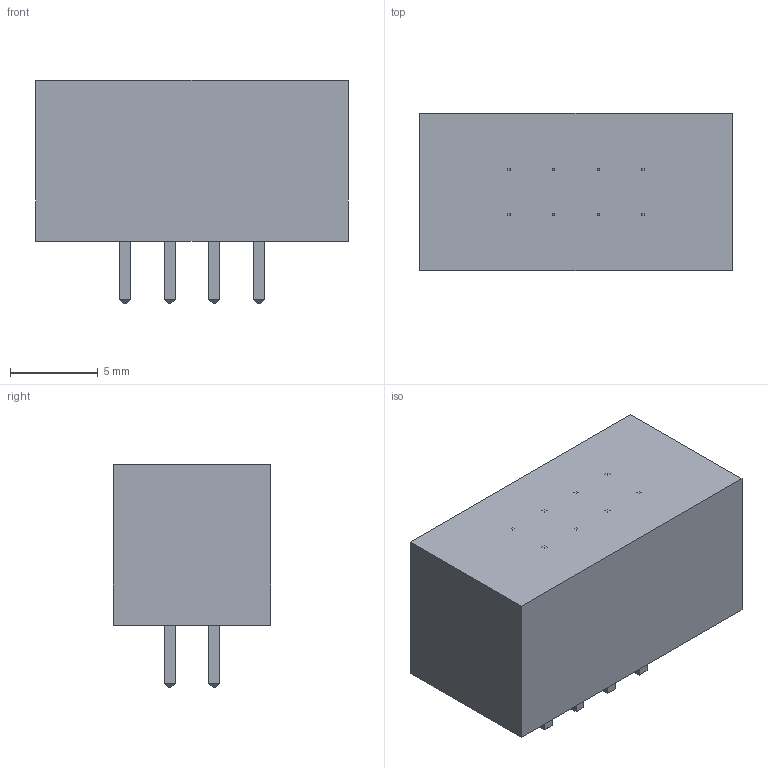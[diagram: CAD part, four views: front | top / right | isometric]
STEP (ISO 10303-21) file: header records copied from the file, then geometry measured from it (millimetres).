
FILE_DESCRIPTION(('FreeCAD Model'),'2;1');
FILE_NAME('272308.1.1.stp','2019-06-11T23:20:59',( 'Author'),(''),'Open CASCADE STEP processor 6.8','FreeCAD','Unknown' );
FILE_SCHEMA(('AUTOMOTIVE_DESIGN_CC2 { 1 2 10303 214 -1 1 5 4 }'));
Length unit declared in the file: millimetre
Products named in the file (3): ASSEMBLY; SimpleBody; LeadsArray
Assembly tree (2 placements, depth 2):
  ASSEMBLY
    SimpleBody
    LeadsArray
Bounding box: 17.78 x 8.95 x 12.7 mm (x, y, z)
Volume: 1496.7 mm3; surface area: 1066.2 mm2
Topology: 9 solids, 9 shells, 118 faces, 236 edges, 136 vertices
Faces by surface type: plane 118
Entity records: 6091 total; most frequent: CARTESIAN_POINT 965, DIRECTION 950, LINE 708, VECTOR 708, ORIENTED_EDGE 472, PCURVE 472, DEFINITIONAL_REPRESENTATION 472, EDGE_CURVE 236
